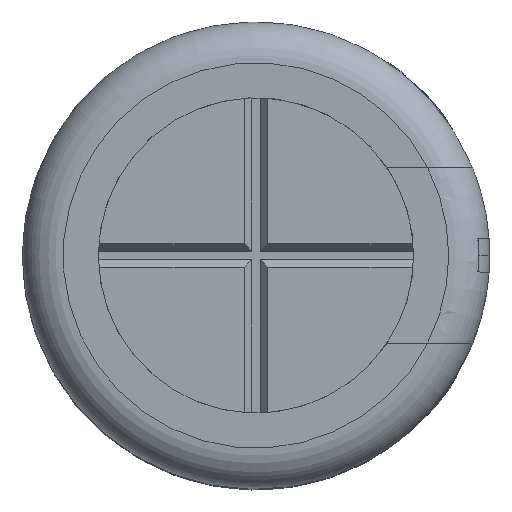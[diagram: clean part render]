
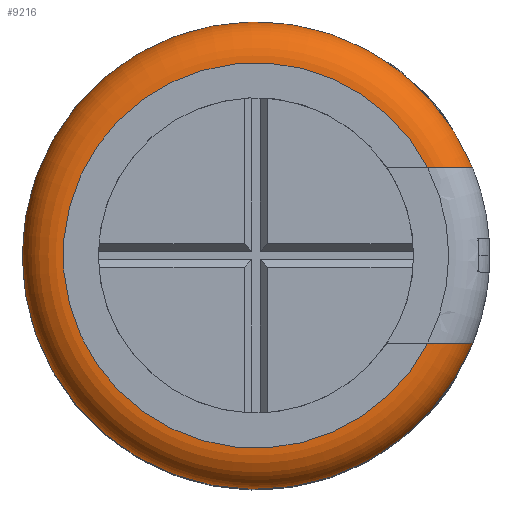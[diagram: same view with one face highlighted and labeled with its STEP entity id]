
A CAD part, top view. The second image highlights one B-rep face of the part: STEP entity #9216.
In plain terms, the highlighted toroidal (fillet/blend) face has major radius 3.3 mm and minor radius 0.7 mm.
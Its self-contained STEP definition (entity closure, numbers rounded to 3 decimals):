
#2527 = ORIENTED_EDGE ( 'NONE', *, *, #16827, .F. ) ;
#2810 = CARTESIAN_POINT ( 'NONE',  ( 2.939, -1.5, 11. ) ) ;
#2995 = DIRECTION ( 'NONE',  ( 0., 0., -1. ) ) ;
#3397 = CARTESIAN_POINT ( 'NONE',  ( 3.708, 1.5, 10.397 ) ) ;
#3915 = CARTESIAN_POINT ( 'NONE',  ( 3.543, 1.5, 10.745 ) ) ;
#3967 = EDGE_LOOP ( 'NONE', ( #5023, #6368, #2527, #16556, #5018 ) ) ;
#4346 = CIRCLE ( 'NONE', #19303, 4. ) ;
#4518 = CARTESIAN_POINT ( 'NONE',  ( 3.708, -1.5, 10.3 ) ) ;
#4556 = EDGE_CURVE ( 'NONE', #16282, #19637, #21771, .T. ) ;
#4676 = CARTESIAN_POINT ( 'NONE',  ( 0., 0., 11. ) ) ;
#5018 = ORIENTED_EDGE ( 'NONE', *, *, #4556, .F. ) ;
#5023 = ORIENTED_EDGE ( 'NONE', *, *, #13545, .F. ) ;
#5814 = DIRECTION ( 'NONE',  ( 1., 0., 0. ) ) ;
#5919 = CARTESIAN_POINT ( 'NONE',  ( 3.132, 1.5, 11. ) ) ;
#6368 = ORIENTED_EDGE ( 'NONE', *, *, #22651, .T. ) ;
#7318 = CARTESIAN_POINT ( 'NONE',  ( 3.131, -1.5, 11. ) ) ;
#8620 = DIRECTION ( 'NONE',  ( 1., 0., 0. ) ) ;
#9216 = ADVANCED_FACE ( 'NONE', ( #19992 ), #10383, .T. ) ;
#9582 = CARTESIAN_POINT ( 'NONE',  ( 2.939, -1.5, 11. ) ) ;
#9806 = AXIS2_PLACEMENT_3D ( 'NONE', #15036, #2995, #8620 ) ;
#10383 = TOROIDAL_SURFACE ( 'NONE', #15087, 3.3, 0.7 ) ;
#10654 = CARTESIAN_POINT ( 'NONE',  ( 3.708, -1.5, 10.396 ) ) ;
#12263 = DIRECTION ( 'NONE',  ( 0., 0., -1. ) ) ;
#12453 = AXIS2_PLACEMENT_3D ( 'NONE', #4676, #16994, #18622 ) ;
#13100 = VERTEX_POINT ( 'NONE', #15509 ) ;
#13545 = EDGE_CURVE ( 'NONE', #13100, #16282, #4346, .T. ) ;
#14554 = CARTESIAN_POINT ( 'NONE',  ( 3.686, -1.5, 10.492 ) ) ;
#15036 = CARTESIAN_POINT ( 'NONE',  ( 0., 0., 10.3 ) ) ;
#15087 = AXIS2_PLACEMENT_3D ( 'NONE', #21721, #16122, #5814 ) ;
#15509 = CARTESIAN_POINT ( 'NONE',  ( 3.708, -1.5, 10.3 ) ) ;
#16122 = DIRECTION ( 'NONE',  ( 0., 0., 1. ) ) ;
#16282 = VERTEX_POINT ( 'NONE', #21148 ) ;
#16556 = ORIENTED_EDGE ( 'NONE', *, *, #25609, .T. ) ;
#16827 = EDGE_CURVE ( 'NONE', #21161, #22264, #24004, .T. ) ;
#16831 = CARTESIAN_POINT ( 'NONE',  ( 3.325, -1.5, 10.935 ) ) ;
#16994 = DIRECTION ( 'NONE',  ( 0., 0., 1. ) ) ;
#17582 = CARTESIAN_POINT ( 'NONE',  ( 3.686, 1.5, 10.493 ) ) ;
#18622 = DIRECTION ( 'NONE',  ( 1., 0., 0. ) ) ;
#18836 = CARTESIAN_POINT ( 'NONE',  ( 3.545, -1.5, 10.744 ) ) ;
#19222 = B_SPLINE_CURVE_WITH_KNOTS ( 'NONE', 3,
 ( #24291, #5919, #20250, #3915, #25776, #17582, #3397, #19726 ),
 .UNSPECIFIED., .F., .F.,
 ( 4, 2, 2, 4 ),
 ( 0.001, 0.002, 0.002, 0.002 ),
 .UNSPECIFIED. ) ;
#19303 = AXIS2_PLACEMENT_3D ( 'NONE', #24733, #12263, #22130 ) ;
#19637 = VERTEX_POINT ( 'NONE', #24451 ) ;
#19726 = CARTESIAN_POINT ( 'NONE',  ( 3.708, 1.5, 10.3 ) ) ;
#19992 = FACE_OUTER_BOUND ( 'NONE', #3967, .T. ) ;
#20250 = CARTESIAN_POINT ( 'NONE',  ( 3.325, 1.5, 10.935 ) ) ;
#21148 = CARTESIAN_POINT ( 'NONE',  ( -4., 0., 10.3 ) ) ;
#21161 = VERTEX_POINT ( 'NONE', #21597 ) ;
#21597 = CARTESIAN_POINT ( 'NONE',  ( 2.939, 1.5, 11. ) ) ;
#21721 = CARTESIAN_POINT ( 'NONE',  ( 0., 0., 10.3 ) ) ;
#21771 = CIRCLE ( 'NONE', #9806, 4. ) ;
#22130 = DIRECTION ( 'NONE',  ( 1., 0., 0. ) ) ;
#22208 = B_SPLINE_CURVE_WITH_KNOTS ( 'NONE', 3,
 ( #4518, #10654, #14554, #22684, #18836, #16831, #7318, #9582 ),
 .UNSPECIFIED., .F., .F.,
 ( 4, 2, 2, 4 ),
 ( 0.003, 0.003, 0.003, 0.004 ),
 .UNSPECIFIED. ) ;
#22264 = VERTEX_POINT ( 'NONE', #2810 ) ;
#22651 = EDGE_CURVE ( 'NONE', #13100, #22264, #22208, .T. ) ;
#22684 = CARTESIAN_POINT ( 'NONE',  ( 3.604, -1.5, 10.666 ) ) ;
#24004 = CIRCLE ( 'NONE', #12453, 3.3 ) ;
#24291 = CARTESIAN_POINT ( 'NONE',  ( 2.939, 1.5, 11. ) ) ;
#24451 = CARTESIAN_POINT ( 'NONE',  ( 3.708, 1.5, 10.3 ) ) ;
#24733 = CARTESIAN_POINT ( 'NONE',  ( 0., 0., 10.3 ) ) ;
#25609 = EDGE_CURVE ( 'NONE', #21161, #19637, #19222, .T. ) ;
#25776 = CARTESIAN_POINT ( 'NONE',  ( 3.603, 1.5, 10.668 ) ) ;
